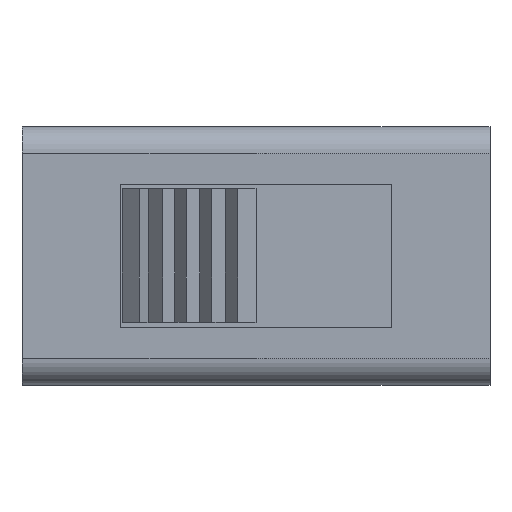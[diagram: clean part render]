
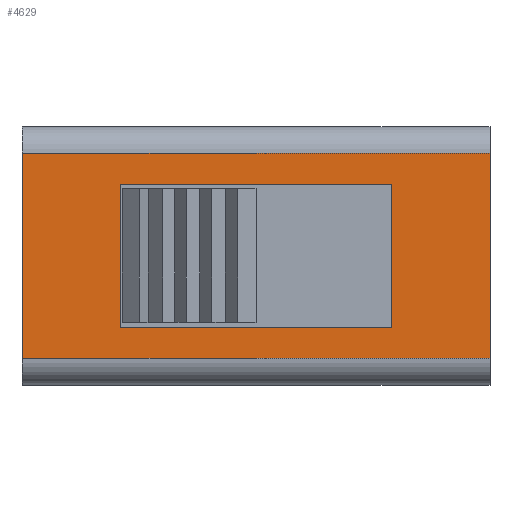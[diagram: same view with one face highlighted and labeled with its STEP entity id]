
A CAD part, top view. The second image highlights one B-rep face of the part: STEP entity #4629.
In plain terms, the highlighted planar face has unit normal (0, 0, 1).
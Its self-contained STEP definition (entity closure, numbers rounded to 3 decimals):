
#810=DIRECTION('',(0.,-1.,0.));
#811=VECTOR('',#810,4.6);
#812=CARTESIAN_POINT('',(-5.25,2.3,5.));
#813=LINE('',#812,#811);
#975=DIRECTION('',(1.,0.,0.));
#976=VECTOR('',#975,10.5);
#977=CARTESIAN_POINT('',(-5.25,-2.3,5.));
#978=LINE('',#977,#976);
#979=DIRECTION('',(1.,0.,0.));
#980=VECTOR('',#979,10.5);
#981=CARTESIAN_POINT('',(-5.25,2.3,5.));
#982=LINE('',#981,#980);
#983=DIRECTION('',(-1.,0.,0.));
#984=VECTOR('',#983,6.1);
#985=CARTESIAN_POINT('',(3.05,1.6,5.));
#986=LINE('',#985,#984);
#987=DIRECTION('',(0.,-1.,0.));
#988=VECTOR('',#987,3.2);
#989=CARTESIAN_POINT('',(-3.05,1.6,5.));
#990=LINE('',#989,#988);
#991=DIRECTION('',(1.,0.,0.));
#992=VECTOR('',#991,6.1);
#993=CARTESIAN_POINT('',(-3.05,-1.6,5.));
#994=LINE('',#993,#992);
#995=DIRECTION('',(0.,1.,0.));
#996=VECTOR('',#995,3.2);
#997=CARTESIAN_POINT('',(3.05,-1.6,5.));
#998=LINE('',#997,#996);
#1168=DIRECTION('',(0.,-1.,0.));
#1169=VECTOR('',#1168,4.6);
#1170=CARTESIAN_POINT('',(5.25,2.3,5.));
#1171=LINE('',#1170,#1169);
#2835=CARTESIAN_POINT('',(-5.25,2.3,5.));
#2836=VERTEX_POINT('',#2835);
#2837=CARTESIAN_POINT('',(-5.25,-2.3,5.));
#2838=VERTEX_POINT('',#2837);
#2859=CARTESIAN_POINT('',(5.25,2.3,5.));
#2860=VERTEX_POINT('',#2859);
#2861=CARTESIAN_POINT('',(5.25,-2.3,5.));
#2862=VERTEX_POINT('',#2861);
#2933=CARTESIAN_POINT('',(3.05,1.6,5.));
#2934=CARTESIAN_POINT('',(-3.05,1.6,5.));
#2935=VERTEX_POINT('',#2933);
#2936=VERTEX_POINT('',#2934);
#2937=CARTESIAN_POINT('',(-3.05,-1.6,5.));
#2938=VERTEX_POINT('',#2937);
#2939=CARTESIAN_POINT('',(3.05,-1.6,5.));
#2940=VERTEX_POINT('',#2939);
#4606=CARTESIAN_POINT('',(-5.25,2.3,5.));
#4607=DIRECTION('',(0.,0.,1.));
#4608=DIRECTION('',(0.,-1.,0.));
#4609=AXIS2_PLACEMENT_3D('',#4606,#4607,#4608);
#4610=PLANE('',#4609);
#4611=ORIENTED_EDGE('',*,*,#4347,.F.);
#4613=ORIENTED_EDGE('',*,*,#4612,.T.);
#4615=ORIENTED_EDGE('',*,*,#4614,.T.);
#4616=ORIENTED_EDGE('',*,*,#4591,.F.);
#4617=EDGE_LOOP('',(#4611,#4613,#4615,#4616));
#4618=FACE_OUTER_BOUND('',#4617,.F.);
#4620=ORIENTED_EDGE('',*,*,#4619,.T.);
#4622=ORIENTED_EDGE('',*,*,#4621,.T.);
#4624=ORIENTED_EDGE('',*,*,#4623,.T.);
#4626=ORIENTED_EDGE('',*,*,#4625,.T.);
#4627=EDGE_LOOP('',(#4620,#4622,#4624,#4626));
#4628=FACE_BOUND('',#4627,.F.);
#4629=ADVANCED_FACE('',(#4618,#4628),#4610,.T.);
#4347=EDGE_CURVE('',#2836,#2838,#813,.T.);
#4591=EDGE_CURVE('',#2838,#2862,#978,.T.);
#4612=EDGE_CURVE('',#2836,#2860,#982,.T.);
#4614=EDGE_CURVE('',#2860,#2862,#1171,.T.);
#4619=EDGE_CURVE('',#2935,#2936,#986,.T.);
#4621=EDGE_CURVE('',#2936,#2938,#990,.T.);
#4623=EDGE_CURVE('',#2938,#2940,#994,.T.);
#4625=EDGE_CURVE('',#2940,#2935,#998,.T.);
